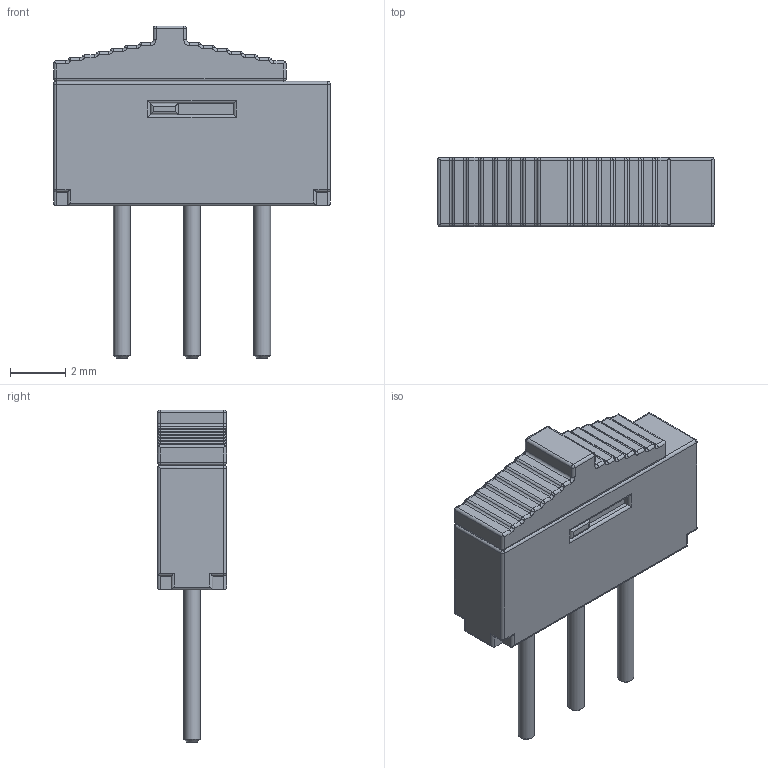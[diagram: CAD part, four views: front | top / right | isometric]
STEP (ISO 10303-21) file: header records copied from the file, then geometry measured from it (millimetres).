
FILE_DESCRIPTION(/* description */ ('Unknown'),/* implementation_level */ '2;1');
FILE_NAME(/* name */ 'Schiebeschalter',/* time_stamp */ '2022-01-25T15:15:04+01:00',/* author */ ('Unknown'),/* organization */ ('Unknown'),/* preprocessor_version */ 'ST-DEVELOPER v18.1',/* originating_system */ 'Solid Edge',/* authorisation */ 'Unknown');
FILE_SCHEMA (('AUTOMOTIVE_DESIGN {1 0 10303 214 3 1 1}'));
Length unit declared in the file: millimetre
Products named in the file (4): Schiebeschalter; Gehäuse; Pin; Bedienelement
Assembly tree (5 placements, depth 2):
  Schiebeschalter
    Gehäuse
    Pin  x3
    Bedienelement
Bounding box: 10 x 2.5 x 12 mm (x, y, z)
Volume: 139.2 mm3; surface area: 301.2 mm2
Topology: 5 solids, 5 shells, 262 faces, 611 edges, 326 vertices
Faces by surface type: cylinder 122, plane 73, sphere 36, torus 28, cone 3
Full cylindrical faces by diameter (mm): 0.6 x6
Entity records: 6985 total; most frequent: DIRECTION 1338, CARTESIAN_POINT 1134, ORIENTED_EDGE 1114, EDGE_CURVE 557, AXIS2_PLACEMENT_3D 521, VERTEX_POINT 317, LINE 296, VECTOR 296
